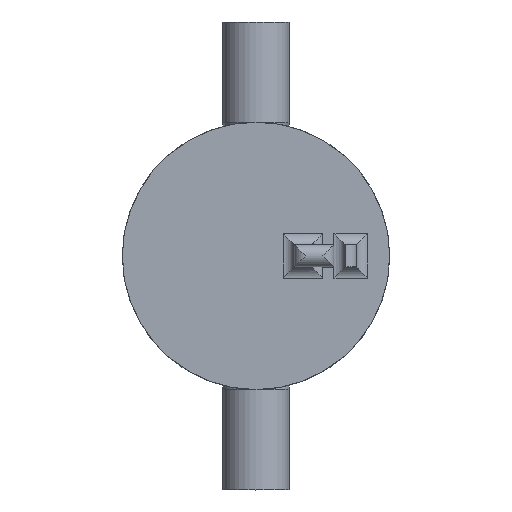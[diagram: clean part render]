
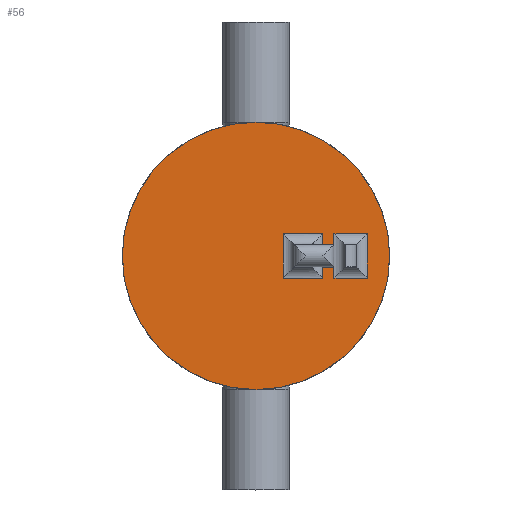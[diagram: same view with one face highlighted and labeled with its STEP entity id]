
A CAD part, top view. The second image highlights one B-rep face of the part: STEP entity #56.
In plain terms, the highlighted planar face has unit normal (0, 0, 1).
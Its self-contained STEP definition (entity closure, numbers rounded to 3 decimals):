
#56=ADVANCED_FACE('',(#100,#102,#104),#106,.T.);
#100=FACE_BOUND('',#101,.T.);
#101=EDGE_LOOP('',(#374));
#102=FACE_BOUND('',#103,.T.);
#103=EDGE_LOOP('',(#375,#376,#377,#378));
#104=FACE_BOUND('',#105,.T.);
#105=EDGE_LOOP('',(#379,#380,#381,#382));
#106=PLANE('',#107);
#107=AXIS2_PLACEMENT_3D('',#108,#109,#110);
#108=CARTESIAN_POINT('',(0.,0.,2.));
#109=DIRECTION('',(0.,0.,1.));
#110=DIRECTION('',(-1.,0.,0.));
#374=ORIENTED_EDGE('',*,*,#533,.T.);
#375=ORIENTED_EDGE('',*,*,#534,.F.);
#376=ORIENTED_EDGE('',*,*,#535,.F.);
#377=ORIENTED_EDGE('',*,*,#536,.F.);
#378=ORIENTED_EDGE('',*,*,#537,.F.);
#379=ORIENTED_EDGE('',*,*,#538,.F.);
#380=ORIENTED_EDGE('',*,*,#539,.F.);
#381=ORIENTED_EDGE('',*,*,#540,.F.);
#382=ORIENTED_EDGE('',*,*,#541,.F.);
#533=EDGE_CURVE('',#616,#616,#617,.T.);
#534=EDGE_CURVE('',#618,#619,#620,.T.);
#535=EDGE_CURVE('',#621,#618,#622,.T.);
#536=EDGE_CURVE('',#623,#621,#624,.T.);
#537=EDGE_CURVE('',#619,#623,#625,.F.);
#538=EDGE_CURVE('',#626,#627,#628,.F.);
#539=EDGE_CURVE('',#629,#626,#630,.T.);
#540=EDGE_CURVE('',#631,#629,#632,.T.);
#541=EDGE_CURVE('',#627,#631,#633,.T.);
#616=VERTEX_POINT('',#746);
#617=CIRCLE('',#747,12.);
#618=VERTEX_POINT('',#751);
#619=VERTEX_POINT('',#752);
#620=LINE('',#753,#754);
#621=VERTEX_POINT('',#756);
#622=LINE('',#757,#758);
#623=VERTEX_POINT('',#760);
#624=LINE('',#761,#762);
#625=LINE('',#764,#765);
#626=VERTEX_POINT('',#767);
#627=VERTEX_POINT('',#768);
#628=LINE('',#769,#770);
#629=VERTEX_POINT('',#772);
#630=LINE('',#773,#774);
#631=VERTEX_POINT('',#776);
#632=LINE('',#777,#778);
#633=LINE('',#780,#781);
#746=CARTESIAN_POINT('',(-12.,0.,2.));
#747=AXIS2_PLACEMENT_3D('',#748,#749,#750);
#748=CARTESIAN_POINT('',(0.,0.,2.));
#749=DIRECTION('',(0.,0.,1.));
#750=DIRECTION('',(-1.,0.,0.));
#751=CARTESIAN_POINT('',(10.,-2.,2.));
#752=CARTESIAN_POINT('',(10.,2.,2.));
#753=CARTESIAN_POINT('',(10.,-2.,2.));
#754=VECTOR('',#755,1.);
#755=DIRECTION('',(0.,1.,0.));
#756=CARTESIAN_POINT('',(7.,-2.,2.));
#757=CARTESIAN_POINT('',(7.,-2.,2.));
#758=VECTOR('',#759,1.);
#759=DIRECTION('',(1.,0.,0.));
#760=CARTESIAN_POINT('',(7.,2.,2.));
#761=CARTESIAN_POINT('',(7.,2.,2.));
#762=VECTOR('',#763,1.);
#763=DIRECTION('',(0.,-1.,0.));
#764=CARTESIAN_POINT('',(7.,2.,2.));
#765=VECTOR('',#766,1.);
#766=DIRECTION('',(1.,0.,0.));
#767=CARTESIAN_POINT('',(6.,2.,2.));
#768=CARTESIAN_POINT('',(2.439,2.,2.));
#769=CARTESIAN_POINT('',(2.439,2.,2.));
#770=VECTOR('',#771,1.);
#771=DIRECTION('',(1.,0.,0.));
#772=CARTESIAN_POINT('',(6.,-2.,2.));
#773=CARTESIAN_POINT('',(6.,-2.,2.));
#774=VECTOR('',#775,1.);
#775=DIRECTION('',(0.,1.,0.));
#776=CARTESIAN_POINT('',(2.439,-2.,2.));
#777=CARTESIAN_POINT('',(2.439,-2.,2.));
#778=VECTOR('',#779,1.);
#779=DIRECTION('',(1.,0.,0.));
#780=CARTESIAN_POINT('',(2.439,2.,2.));
#781=VECTOR('',#782,1.);
#782=DIRECTION('',(0.,-1.,0.));
